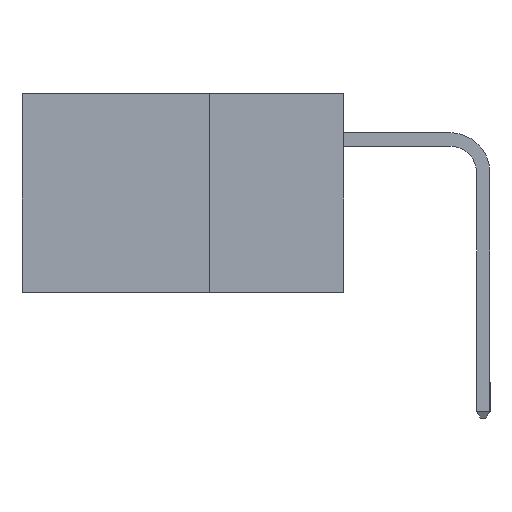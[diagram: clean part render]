
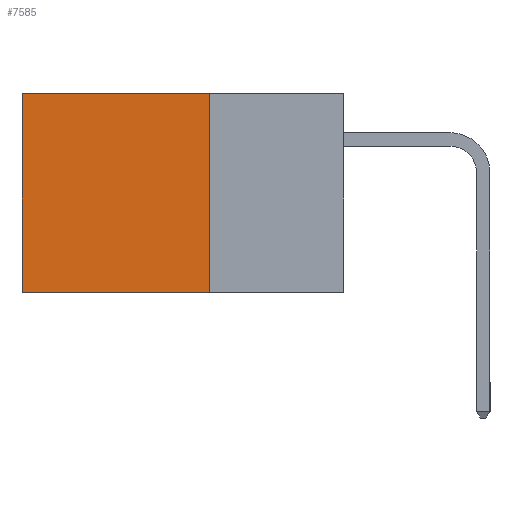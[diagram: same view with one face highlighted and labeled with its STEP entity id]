
A CAD part, left-side view. The second image highlights one B-rep face of the part: STEP entity #7585.
In plain terms, the highlighted planar face has unit normal (-1, 0, 0).
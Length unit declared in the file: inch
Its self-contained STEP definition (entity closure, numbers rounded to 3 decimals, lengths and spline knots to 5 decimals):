
#89 = CARTESIAN_POINT ( 'NONE',  ( 0.298, 0.25, -0.37 ) ) ;
#866 = ORIENTED_EDGE ( 'NONE', *, *, #1375, .T. ) ;
#1375 = EDGE_CURVE ( 'NONE', #13625, #4574, #1773, .T. ) ;
#1384 = VECTOR ( 'NONE', #14183, 39.37008 ) ;
#1494 = VERTEX_POINT ( 'NONE', #89 ) ;
#1773 = LINE ( 'NONE', #7463, #1384 ) ;
#1942 = ORIENTED_EDGE ( 'NONE', *, *, #14696, .F. ) ;
#2715 = CARTESIAN_POINT ( 'NONE',  ( 0.298, 0.6, -0.37 ) ) ;
#3353 = CARTESIAN_POINT ( 'NONE',  ( 0.298, 0.6, 0. ) ) ;
#3583 = DIRECTION ( 'NONE',  ( 0., 1., 0. ) ) ;
#3645 = PLANE ( 'NONE',  #4688 ) ;
#4423 = FACE_OUTER_BOUND ( 'NONE', #9262, .T. ) ;
#4574 = VERTEX_POINT ( 'NONE', #2715 ) ;
#4688 = AXIS2_PLACEMENT_3D ( 'NONE', #12658, #6039, #13736 ) ;
#5153 = ORIENTED_EDGE ( 'NONE', *, *, #5207, .F. ) ;
#5169 = VECTOR ( 'NONE', #12259, 39.37008 ) ;
#5207 = EDGE_CURVE ( 'NONE', #7015, #1494, #14423, .T. ) ;
#6039 = DIRECTION ( 'NONE',  ( 1., 0., 0. ) ) ;
#6115 = ORIENTED_EDGE ( 'NONE', *, *, #11373, .T. ) ;
#7015 = VERTEX_POINT ( 'NONE', #10650 ) ;
#7463 = CARTESIAN_POINT ( 'NONE',  ( 0.298, 0.6, 0. ) ) ;
#7585 = ADVANCED_FACE ( 'NONE', ( #4423 ), #3645, .F. ) ;
#8551 = LINE ( 'NONE', #13292, #5169 ) ;
#8709 = DIRECTION ( 'NONE',  ( 0., 0., -1. ) ) ;
#9262 = EDGE_LOOP ( 'NONE', ( #866, #1942, #5153, #6115 ) ) ;
#9329 = CARTESIAN_POINT ( 'NONE',  ( 0.298, 0.25, 0. ) ) ;
#10610 = VECTOR ( 'NONE', #3583, 39.37008 ) ;
#10650 = CARTESIAN_POINT ( 'NONE',  ( 0.298, 0.25, 0. ) ) ;
#11373 = EDGE_CURVE ( 'NONE', #7015, #13625, #13449, .T. ) ;
#11571 = VECTOR ( 'NONE', #8709, 39.37008 ) ;
#12259 = DIRECTION ( 'NONE',  ( 0., 1., 0. ) ) ;
#12658 = CARTESIAN_POINT ( 'NONE',  ( 0.298, 0.25, 0. ) ) ;
#13292 = CARTESIAN_POINT ( 'NONE',  ( 0.298, 0.25, -0.37 ) ) ;
#13449 = LINE ( 'NONE', #9329, #10610 ) ;
#13625 = VERTEX_POINT ( 'NONE', #3353 ) ;
#13736 = DIRECTION ( 'NONE',  ( 0., 0., -1. ) ) ;
#14183 = DIRECTION ( 'NONE',  ( 0., 0., -1. ) ) ;
#14189 = CARTESIAN_POINT ( 'NONE',  ( 0.298, 0.25, 0. ) ) ;
#14423 = LINE ( 'NONE', #14189, #11571 ) ;
#14696 = EDGE_CURVE ( 'NONE', #1494, #4574, #8551, .T. ) ;
